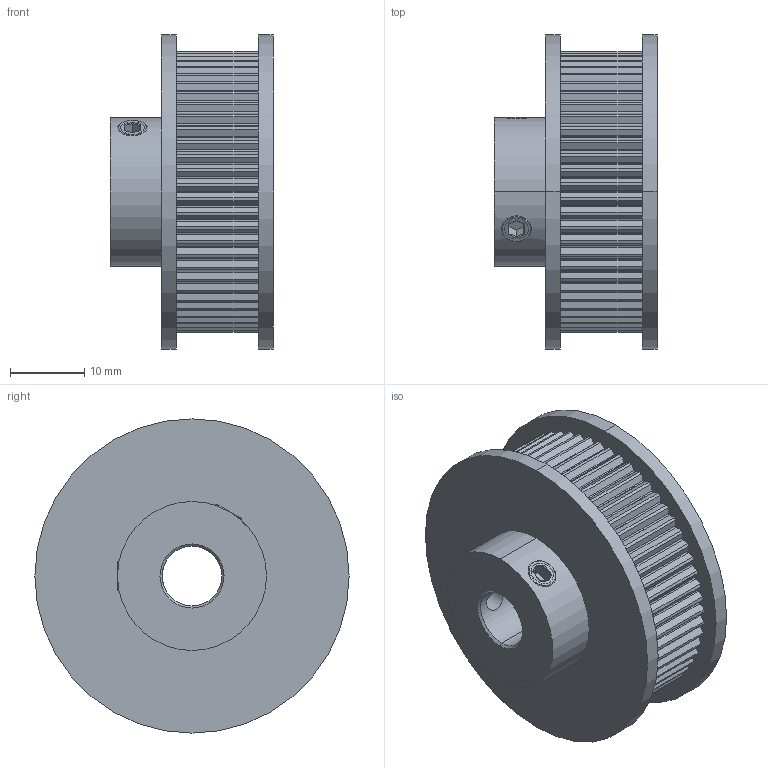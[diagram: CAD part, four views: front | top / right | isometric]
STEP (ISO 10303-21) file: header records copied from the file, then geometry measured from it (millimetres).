
FILE_DESCRIPTION (( 'STEP AP214' ), '1' );
FILE_NAME ('A744 Øêèâ GT2-60-10, O îòâåðñòèÿ 8 ìì.STEP', '2026-02-26T06:24:34', ( '' ), ( '' ), 'SwSTEP 2.0', 'SolidWorks 2026', '' );
FILE_SCHEMA (( 'AUTOMOTIVE_DESIGN' ));
Length unit declared in the file: millimetre
Products named in the file (3): 39-1(1); A744 Шкив GT2-60-10, Ø отверстия 8 мм; Винт установочный DIN 916 М5х6_M4(4)
Assembly tree (3 placements, depth 2):
  A744 Шкив GT2-60-10, Ø отверстия 8 мм
    39-1(1)
    Винт установочный DIN 916 М5х6_M4(4)  x2
Bounding box: 22 x 42.2 x 42.2 mm (x, y, z)
Volume: 18569 mm3; surface area: 6820.2 mm2
Topology: 3 solids, 3 shells, 323 faces, 911 edges, 596 vertices
Faces by surface type: plane 154, cylinder 153, cone 16
Entity records: 10223 total; most frequent: CARTESIAN_POINT 1949, DIRECTION 1769, ORIENTED_EDGE 1722, EDGE_CURVE 861, AXIS2_PLACEMENT_3D 609, VERTEX_POINT 569, LINE 551, VECTOR 551
